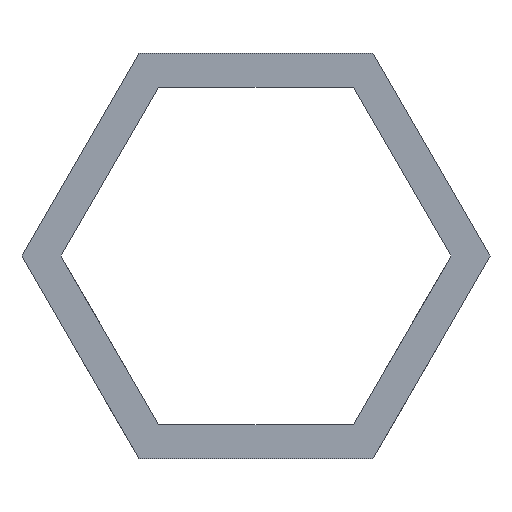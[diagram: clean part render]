
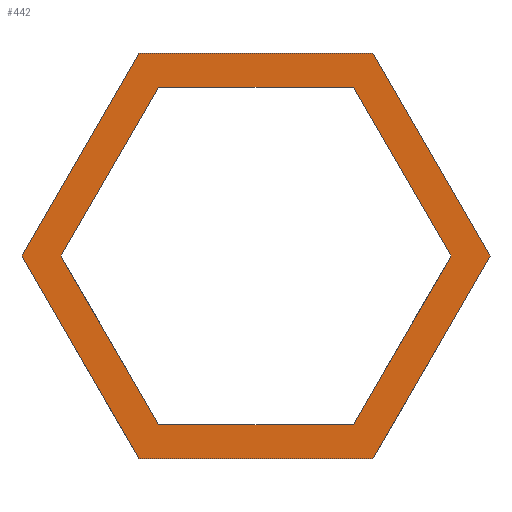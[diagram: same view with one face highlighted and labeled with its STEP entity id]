
A CAD part, front view. The second image highlights one B-rep face of the part: STEP entity #442.
In plain terms, the highlighted planar face has unit normal (0, -1, 0).
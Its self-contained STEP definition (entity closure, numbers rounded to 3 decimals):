
#1=DIRECTION('',(1.,0.,0.));
#2=VECTOR('',#1,22.);
#3=CARTESIAN_POINT('',(-11.,0.,19.053));
#4=LINE('',#3,#2);
#5=DIRECTION('',(0.5,0.,-0.866));
#6=VECTOR('',#5,22.);
#7=CARTESIAN_POINT('',(11.,0.,19.053));
#8=LINE('',#7,#6);
#9=DIRECTION('',(-0.5,0.,-0.866));
#10=VECTOR('',#9,22.);
#11=CARTESIAN_POINT('',(22.,0.,0.));
#12=LINE('',#11,#10);
#13=DIRECTION('',(-1.,0.,0.));
#14=VECTOR('',#13,22.);
#15=CARTESIAN_POINT('',(11.,0.,-19.053));
#16=LINE('',#15,#14);
#17=DIRECTION('',(-0.5,0.,0.866));
#18=VECTOR('',#17,22.);
#19=CARTESIAN_POINT('',(-11.,0.,-19.053));
#20=LINE('',#19,#18);
#21=DIRECTION('',(0.5,0.,0.866));
#22=VECTOR('',#21,22.);
#23=CARTESIAN_POINT('',(-22.,0.,0.));
#24=LINE('',#23,#22);
#25=DIRECTION('',(-0.5,0.,-0.866));
#26=VECTOR('',#25,18.33);
#27=CARTESIAN_POINT('',(-9.165,0.,15.874));
#28=LINE('',#27,#26);
#29=DIRECTION('',(0.5,0.,-0.866));
#30=VECTOR('',#29,18.33);
#31=CARTESIAN_POINT('',(-18.33,0.,0.));
#32=LINE('',#31,#30);
#33=DIRECTION('',(1.,0.,0.));
#34=VECTOR('',#33,18.33);
#35=CARTESIAN_POINT('',(-9.165,0.,-15.874));
#36=LINE('',#35,#34);
#37=DIRECTION('',(0.5,0.,0.866));
#38=VECTOR('',#37,18.33);
#39=CARTESIAN_POINT('',(9.165,0.,-15.874));
#40=LINE('',#39,#38);
#41=DIRECTION('',(-0.5,0.,0.866));
#42=VECTOR('',#41,18.33);
#43=CARTESIAN_POINT('',(18.33,0.,0.));
#44=LINE('',#43,#42);
#45=DIRECTION('',(-1.,0.,0.));
#46=VECTOR('',#45,18.33);
#47=CARTESIAN_POINT('',(9.165,0.,15.874));
#48=LINE('',#47,#46);
#313=CARTESIAN_POINT('',(-11.,0.,19.053));
#314=CARTESIAN_POINT('',(11.,0.,19.053));
#315=VERTEX_POINT('',#313);
#316=VERTEX_POINT('',#314);
#317=CARTESIAN_POINT('',(22.,0.,0.));
#318=VERTEX_POINT('',#317);
#319=CARTESIAN_POINT('',(11.,0.,-19.053));
#320=VERTEX_POINT('',#319);
#321=CARTESIAN_POINT('',(-11.,0.,-19.053));
#322=VERTEX_POINT('',#321);
#323=CARTESIAN_POINT('',(-22.,0.,0.));
#324=VERTEX_POINT('',#323);
#325=CARTESIAN_POINT('',(-9.165,0.,15.874));
#326=CARTESIAN_POINT('',(-18.33,0.,0.));
#327=VERTEX_POINT('',#325);
#328=VERTEX_POINT('',#326);
#329=CARTESIAN_POINT('',(-9.165,0.,-15.874));
#330=VERTEX_POINT('',#329);
#331=CARTESIAN_POINT('',(9.165,0.,-15.874));
#332=VERTEX_POINT('',#331);
#333=CARTESIAN_POINT('',(18.33,0.,0.));
#334=VERTEX_POINT('',#333);
#335=CARTESIAN_POINT('',(9.165,0.,15.874));
#336=VERTEX_POINT('',#335);
#409=CARTESIAN_POINT('',(0.,0.,0.));
#410=DIRECTION('',(0.,1.,0.));
#411=DIRECTION('',(1.,0.,0.));
#412=AXIS2_PLACEMENT_3D('',#409,#410,#411);
#413=PLANE('',#412);
#415=ORIENTED_EDGE('',*,*,#414,.T.);
#417=ORIENTED_EDGE('',*,*,#416,.T.);
#419=ORIENTED_EDGE('',*,*,#418,.T.);
#421=ORIENTED_EDGE('',*,*,#420,.T.);
#423=ORIENTED_EDGE('',*,*,#422,.T.);
#425=ORIENTED_EDGE('',*,*,#424,.T.);
#426=EDGE_LOOP('',(#415,#417,#419,#421,#423,#425));
#427=FACE_OUTER_BOUND('',#426,.F.);
#429=ORIENTED_EDGE('',*,*,#428,.T.);
#431=ORIENTED_EDGE('',*,*,#430,.T.);
#433=ORIENTED_EDGE('',*,*,#432,.T.);
#435=ORIENTED_EDGE('',*,*,#434,.T.);
#437=ORIENTED_EDGE('',*,*,#436,.T.);
#439=ORIENTED_EDGE('',*,*,#438,.T.);
#440=EDGE_LOOP('',(#429,#431,#433,#435,#437,#439));
#441=FACE_BOUND('',#440,.F.);
#442=ADVANCED_FACE('',(#427,#441),#413,.F.);
#414=EDGE_CURVE('',#315,#316,#4,.T.);
#416=EDGE_CURVE('',#316,#318,#8,.T.);
#418=EDGE_CURVE('',#318,#320,#12,.T.);
#420=EDGE_CURVE('',#320,#322,#16,.T.);
#422=EDGE_CURVE('',#322,#324,#20,.T.);
#424=EDGE_CURVE('',#324,#315,#24,.T.);
#428=EDGE_CURVE('',#327,#328,#28,.T.);
#430=EDGE_CURVE('',#328,#330,#32,.T.);
#432=EDGE_CURVE('',#330,#332,#36,.T.);
#434=EDGE_CURVE('',#332,#334,#40,.T.);
#436=EDGE_CURVE('',#334,#336,#44,.T.);
#438=EDGE_CURVE('',#336,#327,#48,.T.);
